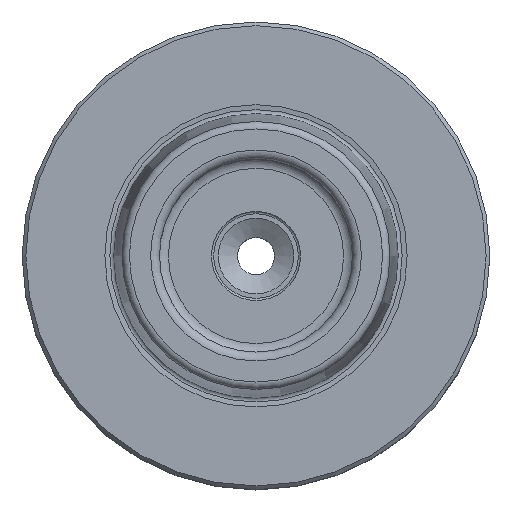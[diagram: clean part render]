
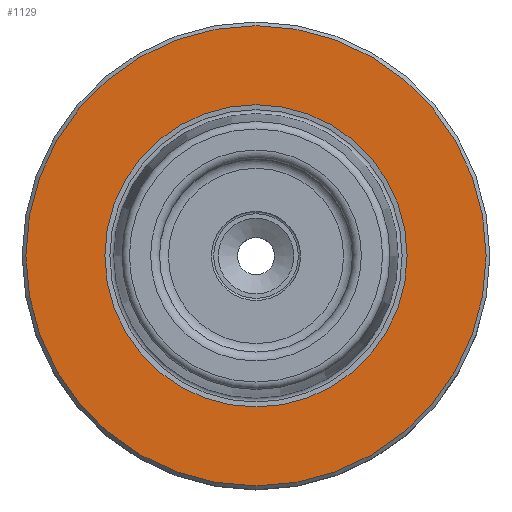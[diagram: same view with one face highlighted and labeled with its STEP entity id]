
A CAD part, top view. The second image highlights one B-rep face of the part: STEP entity #1129.
In plain terms, the highlighted planar face has unit normal (0, 0, 1).
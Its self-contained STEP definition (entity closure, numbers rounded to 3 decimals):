
#111=ORIENTED_EDGE('',*,*,#225,.F.);
#112=ORIENTED_EDGE('',*,*,#224,.T.);
#224=EDGE_CURVE('',#288,#288,#352,.T.);
#225=EDGE_CURVE('',#289,#289,#353,.T.);
#288=VERTEX_POINT('',#1632);
#289=VERTEX_POINT('',#1635);
#352=CIRCLE('',#1221,31.);
#353=CIRCLE('',#1223,20.358);
#431=EDGE_LOOP('',(#111));
#432=EDGE_LOOP('',(#112));
#559=FACE_BOUND('',#431,.T.);
#560=FACE_BOUND('',#432,.T.);
#654=PLANE('',#1222);
#1129=ADVANCED_FACE('',(#559,#560),#654,.F.);
#1221=AXIS2_PLACEMENT_3D('',#1631,#1393,#1394);
#1222=AXIS2_PLACEMENT_3D('',#1633,#1395,#1396);
#1223=AXIS2_PLACEMENT_3D('',#1634,#1397,#1398);
#1393=DIRECTION('',(0.,0.,1.));
#1394=DIRECTION('',(1.,0.,0.));
#1395=DIRECTION('',(0.,0.,-1.));
#1396=DIRECTION('',(-1.,0.,0.));
#1397=DIRECTION('',(0.,0.,1.));
#1398=DIRECTION('',(1.,0.,0.));
#1631=CARTESIAN_POINT('',(0.,0.,0.));
#1632=CARTESIAN_POINT('',(31.,0.,0.));
#1633=CARTESIAN_POINT('',(20.358,0.,0.));
#1634=CARTESIAN_POINT('',(0.,0.,0.));
#1635=CARTESIAN_POINT('',(20.358,0.,0.));
